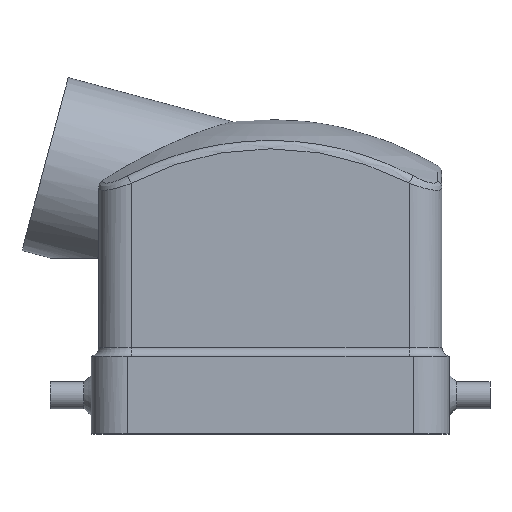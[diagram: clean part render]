
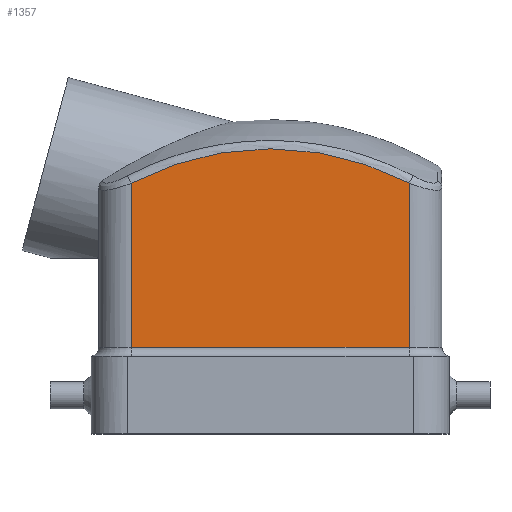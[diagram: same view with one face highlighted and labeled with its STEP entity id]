
A CAD part, top view. The second image highlights one B-rep face of the part: STEP entity #1357.
In plain terms, the highlighted planar face has unit normal (0, 0, 1).
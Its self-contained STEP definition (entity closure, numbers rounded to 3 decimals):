
#653 = CARTESIAN_POINT ( 'NONE',  ( -23.3, 14.5, 20.35 ) ) ;
#667 = CARTESIAN_POINT ( 'NONE',  ( -23.3, 42.03, 20.35 ) ) ;
#682 = CARTESIAN_POINT ( 'NONE',  ( 23.3, 14.5, 20.35 ) ) ;
#722 = CARTESIAN_POINT ( 'NONE',  ( 23.3, 42.03, 20.35 ) ) ;
#1357 = ADVANCED_FACE ( 'NONE', ( #4888 ), #3111, .F. ) ;
#1465 = VERTEX_POINT ( 'NONE', #682 ) ;
#1467 = VERTEX_POINT ( 'NONE', #667 ) ;
#1469 = VERTEX_POINT ( 'NONE', #653 ) ;
#1497 = VERTEX_POINT ( 'NONE', #722 ) ;
#1768 = ORIENTED_EDGE ( 'NONE', *, *, #2171, .F. ) ;
#1769 = ORIENTED_EDGE ( 'NONE', *, *, #2170, .T. ) ;
#1770 = ORIENTED_EDGE ( 'NONE', *, *, #2172, .T. ) ;
#1771 = ORIENTED_EDGE ( 'NONE', *, *, #2174, .T. ) ;
#1950 = LINE ( 'NONE', #2484, #2799 ) ;
#1951 = LINE ( 'NONE', #2494, #2802 ) ;
#1952 = LINE ( 'NONE', #2492, #2804 ) ;
#2170 = EDGE_CURVE ( 'NONE', #1467, #1469, #1950, .T. ) ;
#2171 = EDGE_CURVE ( 'NONE', #1497, #1465, #1951, .T. ) ;
#2172 = EDGE_CURVE ( 'NONE', #1469, #1465, #1952, .T. ) ;
#2174 = EDGE_CURVE ( 'NONE', #1497, #1467, #2794, .T. ) ;
#2312 = AXIS2_PLACEMENT_3D ( 'NONE', #3110, #3109, #3108 ) ;
#2484 = CARTESIAN_POINT ( 'NONE',  ( -23.3, 33.75, 20.35 ) ) ;
#2492 = CARTESIAN_POINT ( 'NONE',  ( -23.3, 14.5, 20.35 ) ) ;
#2493 = DIRECTION ( 'NONE',  ( 0., -1., 0. ) ) ;
#2494 = CARTESIAN_POINT ( 'NONE',  ( 23.3, 33.75, 20.35 ) ) ;
#2495 = DIRECTION ( 'NONE',  ( 0., -1., 0. ) ) ;
#2499 = DIRECTION ( 'NONE',  ( 1., 0., 0. ) ) ;
#2502 = DIRECTION ( 'NONE',  ( -1., 0., 0. ) ) ;
#2503 = DIRECTION ( 'NONE',  ( 0., 0., 1. ) ) ;
#2504 = CARTESIAN_POINT ( 'NONE',  ( 0., -2.072, 20.35 ) ) ;
#2794 = CIRCLE ( 'NONE', #2807, 49.879 ) ;
#2799 = VECTOR ( 'NONE', #2495, 1000. ) ;
#2802 = VECTOR ( 'NONE', #2493, 1000. ) ;
#2804 = VECTOR ( 'NONE', #2499, 1000. ) ;
#2807 = AXIS2_PLACEMENT_3D ( 'NONE', #2504, #2503, #2502 ) ;
#3108 = DIRECTION ( 'NONE',  ( -1., 0., 0. ) ) ;
#3109 = DIRECTION ( 'NONE',  ( 0., 0., -1. ) ) ;
#3110 = CARTESIAN_POINT ( 'NONE',  ( -23.3, 33.75, 20.35 ) ) ;
#3111 = PLANE ( 'NONE',  #2312 ) ;
#4888 = FACE_OUTER_BOUND ( 'NONE', #4946, .T. ) ;
#4946 = EDGE_LOOP ( 'NONE', ( #1769, #1770, #1768, #1771 ) ) ;
